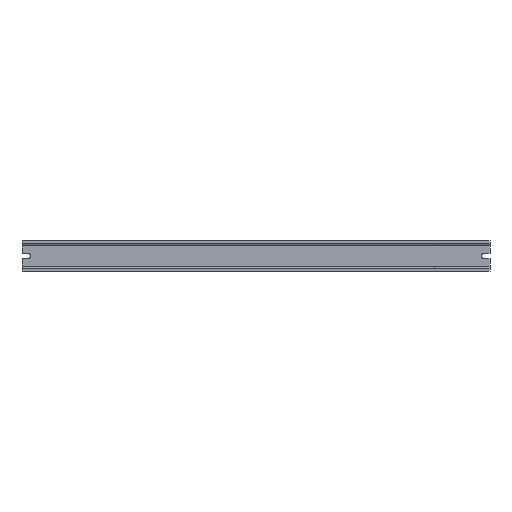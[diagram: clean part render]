
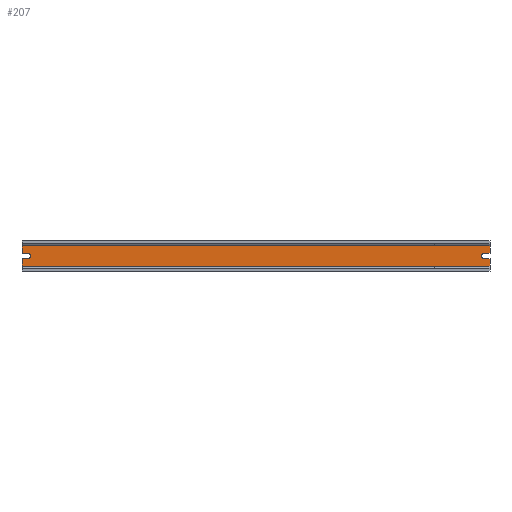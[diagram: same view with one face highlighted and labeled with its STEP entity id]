
A CAD part, top view. The second image highlights one B-rep face of the part: STEP entity #207.
In plain terms, the highlighted planar face has unit normal (0, 0, 1).
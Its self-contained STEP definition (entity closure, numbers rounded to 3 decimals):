
#74=AXIS2_PLACEMENT_3D('Plane Axis2P3D',#71,#72,#73) ;
#78=AXIS2_PLACEMENT_3D('Circle Axis2P3D',#76,#77,$) ;
#40=CARTESIAN_POINT('Vertex',(0.,20.65,1.)) ;
#56=CARTESIAN_POINT('Vertex',(6.85,20.65,1.)) ;
#59=CARTESIAN_POINT('Line Origine',(3.425,20.65,1.)) ;
#71=CARTESIAN_POINT('Axis2P3D Location',(543.,5.8,1.)) ;
#76=CARTESIAN_POINT('Axis2P3D Location',(6.85,17.5,1.)) ;
#80=CARTESIAN_POINT('Vertex',(6.85,14.35,1.)) ;
#83=CARTESIAN_POINT('Line Origine',(3.425,14.35,1.)) ;
#87=CARTESIAN_POINT('Vertex',(0.,14.35,1.)) ;
#90=CARTESIAN_POINT('Line Origine',(0.,10.075,1.)) ;
#94=CARTESIAN_POINT('Vertex',(0.,5.8,1.)) ;
#97=CARTESIAN_POINT('Line Origine',(201.,5.8,1.)) ;
#101=CARTESIAN_POINT('Vertex',(402.,5.8,1.)) ;
#104=CARTESIAN_POINT('Line Origine',(472.5,5.8,1.)) ;
#108=CARTESIAN_POINT('Vertex',(543.,5.8,1.)) ;
#111=CARTESIAN_POINT('Line Origine',(543.,10.075,1.)) ;
#115=CARTESIAN_POINT('Vertex',(543.,14.35,1.)) ;
#118=CARTESIAN_POINT('Line Origine',(539.575,14.35,1.)) ;
#122=CARTESIAN_POINT('Vertex',(536.15,14.35,1.)) ;
#126=CARTESIAN_POINT('Control Point',(533.,17.5,1.)) ;
#127=CARTESIAN_POINT('Control Point',(533.,17.152,1.)) ;
#128=CARTESIAN_POINT('Control Point',(533.048,16.804,1.)) ;
#129=CARTESIAN_POINT('Control Point',(533.144,16.465,1.)) ;
#130=CARTESIAN_POINT('Control Point',(533.427,15.823,1.)) ;
#131=CARTESIAN_POINT('Control Point',(533.874,15.281,1.)) ;
#132=CARTESIAN_POINT('Control Point',(534.133,15.043,1.)) ;
#133=CARTESIAN_POINT('Control Point',(534.666,14.675,1.)) ;
#134=CARTESIAN_POINT('Control Point',(535.273,14.453,1.)) ;
#135=CARTESIAN_POINT('Control Point',(535.562,14.384,1.)) ;
#136=CARTESIAN_POINT('Control Point',(535.856,14.35,1.)) ;
#137=CARTESIAN_POINT('Control Point',(536.15,14.35,1.)) ;
#138=CARTESIAN_POINT('Vertex',(533.,17.5,1.)) ;
#142=CARTESIAN_POINT('Control Point',(536.15,20.65,1.)) ;
#143=CARTESIAN_POINT('Control Point',(535.802,20.65,1.)) ;
#144=CARTESIAN_POINT('Control Point',(535.454,20.602,1.)) ;
#145=CARTESIAN_POINT('Control Point',(535.115,20.506,1.)) ;
#146=CARTESIAN_POINT('Control Point',(534.473,20.223,1.)) ;
#147=CARTESIAN_POINT('Control Point',(533.931,19.776,1.)) ;
#148=CARTESIAN_POINT('Control Point',(533.693,19.517,1.)) ;
#149=CARTESIAN_POINT('Control Point',(533.325,18.984,1.)) ;
#150=CARTESIAN_POINT('Control Point',(533.103,18.377,1.)) ;
#151=CARTESIAN_POINT('Control Point',(533.034,18.088,1.)) ;
#152=CARTESIAN_POINT('Control Point',(533.,17.794,1.)) ;
#153=CARTESIAN_POINT('Control Point',(533.,17.5,1.)) ;
#154=CARTESIAN_POINT('Vertex',(536.15,20.65,1.)) ;
#157=CARTESIAN_POINT('Line Origine',(539.575,20.65,1.)) ;
#161=CARTESIAN_POINT('Vertex',(543.,20.65,1.)) ;
#164=CARTESIAN_POINT('Line Origine',(543.,24.925,1.)) ;
#168=CARTESIAN_POINT('Vertex',(543.,29.2,1.)) ;
#171=CARTESIAN_POINT('Line Origine',(472.5,29.2,1.)) ;
#175=CARTESIAN_POINT('Vertex',(402.,29.2,1.)) ;
#178=CARTESIAN_POINT('Line Origine',(201.,29.2,1.)) ;
#182=CARTESIAN_POINT('Vertex',(0.,29.2,1.)) ;
#185=CARTESIAN_POINT('Line Origine',(0.,24.925,1.)) ;
#60=DIRECTION('Vector Direction',(1.,0.,0.)) ;
#72=DIRECTION('Axis2P3D Direction',(0.,0.,-1.)) ;
#73=DIRECTION('Axis2P3D XDirection',(-1.,0.,0.)) ;
#77=DIRECTION('Axis2P3D Direction',(0.,0.,-1.)) ;
#84=DIRECTION('Vector Direction',(-1.,0.,0.)) ;
#91=DIRECTION('Vector Direction',(0.,1.,0.)) ;
#98=DIRECTION('Vector Direction',(-1.,0.,0.)) ;
#105=DIRECTION('Vector Direction',(-1.,0.,0.)) ;
#112=DIRECTION('Vector Direction',(0.,-1.,0.)) ;
#119=DIRECTION('Vector Direction',(1.,0.,0.)) ;
#158=DIRECTION('Vector Direction',(-1.,0.,0.)) ;
#165=DIRECTION('Vector Direction',(0.,-1.,0.)) ;
#172=DIRECTION('Vector Direction',(-1.,0.,0.)) ;
#179=DIRECTION('Vector Direction',(-1.,0.,0.)) ;
#186=DIRECTION('Vector Direction',(0.,1.,0.)) ;
#61=VECTOR('Line Direction',#60,1.) ;
#85=VECTOR('Line Direction',#84,1.) ;
#92=VECTOR('Line Direction',#91,1.) ;
#99=VECTOR('Line Direction',#98,1.) ;
#106=VECTOR('Line Direction',#105,1.) ;
#113=VECTOR('Line Direction',#112,1.) ;
#120=VECTOR('Line Direction',#119,1.) ;
#159=VECTOR('Line Direction',#158,1.) ;
#166=VECTOR('Line Direction',#165,1.) ;
#173=VECTOR('Line Direction',#172,1.) ;
#180=VECTOR('Line Direction',#179,1.) ;
#187=VECTOR('Line Direction',#186,1.) ;
#191=ORIENTED_EDGE('',*,*,#63,.F.) ;
#192=ORIENTED_EDGE('',*,*,#82,.F.) ;
#193=ORIENTED_EDGE('',*,*,#89,.F.) ;
#194=ORIENTED_EDGE('',*,*,#96,.F.) ;
#195=ORIENTED_EDGE('',*,*,#103,.F.) ;
#196=ORIENTED_EDGE('',*,*,#110,.F.) ;
#197=ORIENTED_EDGE('',*,*,#117,.F.) ;
#198=ORIENTED_EDGE('',*,*,#124,.F.) ;
#199=ORIENTED_EDGE('',*,*,#140,.F.) ;
#200=ORIENTED_EDGE('',*,*,#156,.F.) ;
#201=ORIENTED_EDGE('',*,*,#163,.F.) ;
#202=ORIENTED_EDGE('',*,*,#170,.F.) ;
#203=ORIENTED_EDGE('',*,*,#177,.T.) ;
#204=ORIENTED_EDGE('',*,*,#184,.T.) ;
#205=ORIENTED_EDGE('',*,*,#189,.F.) ;
#207=ADVANCED_FACE('Schnitt-Linear austragen1',(#206),#75,.F.) ;
#125=B_SPLINE_CURVE_WITH_KNOTS('',5,(#126,#127,#128,#129,#130,#131,#132,#133,#134,#135,#136,#137),.UNSPECIFIED.,.F.,.U.,(6,3,3,6),(0.,2.466,4.933,7.018),.UNSPECIFIED.) ;
#141=B_SPLINE_CURVE_WITH_KNOTS('',5,(#142,#143,#144,#145,#146,#147,#148,#149,#150,#151,#152,#153),.UNSPECIFIED.,.F.,.U.,(6,3,3,6),(0.,2.466,4.932,7.018),.UNSPECIFIED.) ;
#79=CIRCLE('generated circle',#78,3.15) ;
#63=EDGE_CURVE('',#57,#41,#62,.F.) ;
#82=EDGE_CURVE('',#81,#57,#79,.F.) ;
#89=EDGE_CURVE('',#88,#81,#86,.F.) ;
#96=EDGE_CURVE('',#95,#88,#93,.T.) ;
#103=EDGE_CURVE('',#102,#95,#100,.T.) ;
#110=EDGE_CURVE('',#109,#102,#107,.T.) ;
#117=EDGE_CURVE('',#116,#109,#114,.T.) ;
#124=EDGE_CURVE('',#123,#116,#121,.T.) ;
#140=EDGE_CURVE('',#139,#123,#125,.T.) ;
#156=EDGE_CURVE('',#155,#139,#141,.T.) ;
#163=EDGE_CURVE('',#162,#155,#160,.T.) ;
#170=EDGE_CURVE('',#169,#162,#167,.T.) ;
#177=EDGE_CURVE('',#169,#176,#174,.T.) ;
#184=EDGE_CURVE('',#176,#183,#181,.T.) ;
#189=EDGE_CURVE('',#41,#183,#188,.T.) ;
#190=EDGE_LOOP('',(#191,#192,#193,#194,#195,#196,#197,#198,#199,#200,#201,#202,#203,#204,#205)) ;
#206=FACE_OUTER_BOUND('',#190,.T.) ;
#62=LINE('Line',#59,#61) ;
#86=LINE('Line',#83,#85) ;
#93=LINE('Line',#90,#92) ;
#100=LINE('Line',#97,#99) ;
#107=LINE('Line',#104,#106) ;
#114=LINE('Line',#111,#113) ;
#121=LINE('Line',#118,#120) ;
#160=LINE('Line',#157,#159) ;
#167=LINE('Line',#164,#166) ;
#174=LINE('Line',#171,#173) ;
#181=LINE('Line',#178,#180) ;
#188=LINE('Line',#185,#187) ;
#75=PLANE('',#74) ;
#41=VERTEX_POINT('',#40) ;
#57=VERTEX_POINT('',#56) ;
#81=VERTEX_POINT('',#80) ;
#88=VERTEX_POINT('',#87) ;
#95=VERTEX_POINT('',#94) ;
#102=VERTEX_POINT('',#101) ;
#109=VERTEX_POINT('',#108) ;
#116=VERTEX_POINT('',#115) ;
#123=VERTEX_POINT('',#122) ;
#139=VERTEX_POINT('',#138) ;
#155=VERTEX_POINT('',#154) ;
#162=VERTEX_POINT('',#161) ;
#169=VERTEX_POINT('',#168) ;
#176=VERTEX_POINT('',#175) ;
#183=VERTEX_POINT('',#182) ;
